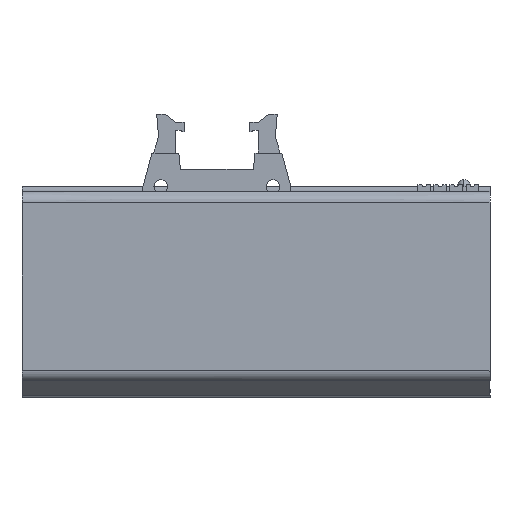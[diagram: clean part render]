
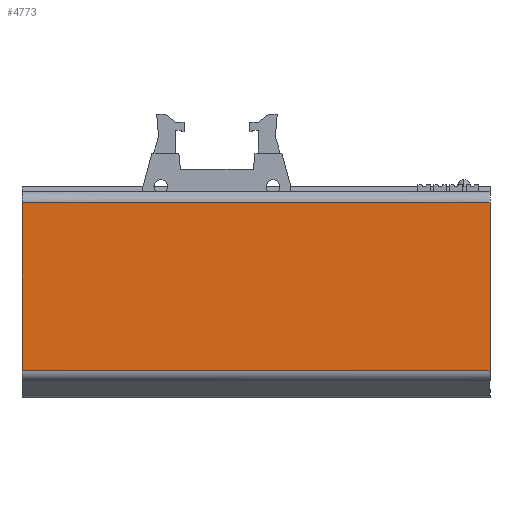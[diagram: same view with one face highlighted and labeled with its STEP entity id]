
A CAD part, top view. The second image highlights one B-rep face of the part: STEP entity #4773.
In plain terms, the highlighted planar face has unit normal (0, 0, 1).
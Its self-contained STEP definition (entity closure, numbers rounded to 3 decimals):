
#4765=AXIS2_PLACEMENT_3D('Plane Axis2P3D',#4762,#4763,#4764) ;
#802=CARTESIAN_POINT('Vertex',(102.2,5.989,42.8)) ;
#998=CARTESIAN_POINT('Vertex',(102.2,42.5,42.8)) ;
#1001=CARTESIAN_POINT('Line Origine',(102.2,24.245,42.8)) ;
#1250=CARTESIAN_POINT('Vertex',(0.,5.989,42.8)) ;
#1253=CARTESIAN_POINT('Line Origine',(0.,24.245,42.8)) ;
#1257=CARTESIAN_POINT('Vertex',(0.,42.5,42.8)) ;
#3407=CARTESIAN_POINT('Line Origine',(51.,5.989,42.8)) ;
#4749=CARTESIAN_POINT('Line Origine',(50.49,42.5,42.8)) ;
#4762=CARTESIAN_POINT('Axis2P3D Location',(51.,42.5,42.8)) ;
#1002=DIRECTION('Vector Direction',(0.,-1.,0.)) ;
#1254=DIRECTION('Vector Direction',(0.,-1.,0.)) ;
#3408=DIRECTION('Vector Direction',(1.,0.,0.)) ;
#4750=DIRECTION('Vector Direction',(-1.,0.,0.)) ;
#4763=DIRECTION('Axis2P3D Direction',(0.,0.,-1.)) ;
#4764=DIRECTION('Axis2P3D XDirection',(-1.,0.,0.)) ;
#1003=VECTOR('Line Direction',#1002,1.) ;
#1255=VECTOR('Line Direction',#1254,1.) ;
#3409=VECTOR('Line Direction',#3408,1.) ;
#4751=VECTOR('Line Direction',#4750,1.) ;
#4768=ORIENTED_EDGE('',*,*,#4753,.T.) ;
#4769=ORIENTED_EDGE('',*,*,#1259,.T.) ;
#4770=ORIENTED_EDGE('',*,*,#3411,.T.) ;
#4771=ORIENTED_EDGE('',*,*,#1005,.F.) ;
#4773=ADVANCED_FACE('ADAPTER',(#4772),#4766,.F.) ;
#1005=EDGE_CURVE('',#999,#803,#1004,.T.) ;
#1259=EDGE_CURVE('',#1258,#1251,#1256,.T.) ;
#3411=EDGE_CURVE('',#1251,#803,#3410,.T.) ;
#4753=EDGE_CURVE('',#999,#1258,#4752,.T.) ;
#4767=EDGE_LOOP('',(#4768,#4769,#4770,#4771)) ;
#4772=FACE_OUTER_BOUND('',#4767,.T.) ;
#1004=LINE('Line',#1001,#1003) ;
#1256=LINE('Line',#1253,#1255) ;
#3410=LINE('Line',#3407,#3409) ;
#4752=LINE('Line',#4749,#4751) ;
#4766=PLANE('',#4765) ;
#803=VERTEX_POINT('',#802) ;
#999=VERTEX_POINT('',#998) ;
#1251=VERTEX_POINT('',#1250) ;
#1258=VERTEX_POINT('',#1257) ;
